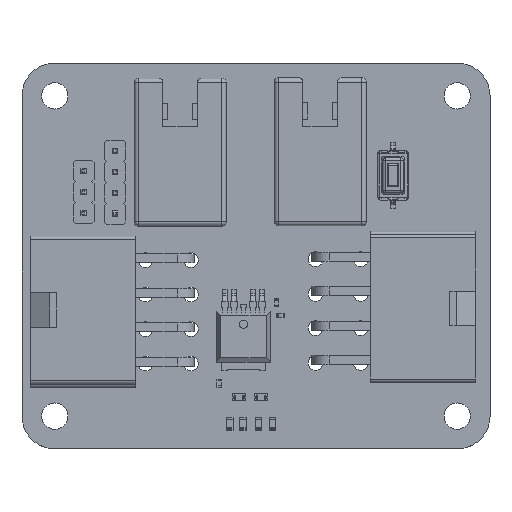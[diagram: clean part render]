
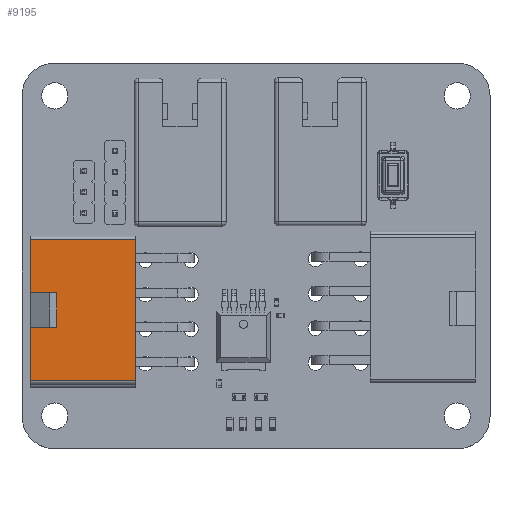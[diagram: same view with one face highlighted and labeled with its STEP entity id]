
A CAD part, top view. The second image highlights one B-rep face of the part: STEP entity #9195.
In plain terms, the highlighted face is planar.
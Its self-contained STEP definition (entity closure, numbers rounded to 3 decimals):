
#8693 = EDGE_CURVE('',#8694,#8696,#8698,.T.);
#8694 = VERTEX_POINT('',#8695);
#8695 = CARTESIAN_POINT('',(-8.6,10.,0.));
#8696 = VERTEX_POINT('',#8697);
#8697 = CARTESIAN_POINT('',(-2.1,10.,0.));
#8698 = LINE('',#8699,#8700);
#8699 = CARTESIAN_POINT('',(-8.6,10.,0.));
#8700 = VECTOR('',#8701,1.);
#8701 = DIRECTION('',(1.,0.,0.));
#8771 = VERTEX_POINT('',#8772);
#8772 = CARTESIAN_POINT('',(8.6,10.,0.));
#8779 = EDGE_CURVE('',#8780,#8771,#8782,.T.);
#8780 = VERTEX_POINT('',#8781);
#8781 = CARTESIAN_POINT('',(2.1,10.,0.));
#8782 = LINE('',#8783,#8784);
#8783 = CARTESIAN_POINT('',(2.1,10.,0.));
#8784 = VECTOR('',#8785,1.);
#8785 = DIRECTION('',(1.,0.,0.));
#9178 = VERTEX_POINT('',#9179);
#9179 = CARTESIAN_POINT('',(-2.1,10.,-3.05));
#9185 = EDGE_CURVE('',#8696,#9178,#9186,.T.);
#9186 = LINE('',#9187,#9188);
#9187 = CARTESIAN_POINT('',(-2.1,10.,0.));
#9188 = VECTOR('',#9189,1.);
#9189 = DIRECTION('',(0.,0.,-1.));
#9195 = ADVANCED_FACE('',(#9196),#9237,.T.);
#9196 = FACE_BOUND('',#9197,.T.);
#9197 = EDGE_LOOP('',(#9198,#9206,#9212,#9213,#9221,#9229,#9235,#9236));
#9198 = ORIENTED_EDGE('',*,*,#9199,.T.);
#9199 = EDGE_CURVE('',#9178,#9200,#9202,.T.);
#9200 = VERTEX_POINT('',#9201);
#9201 = CARTESIAN_POINT('',(2.1,10.,-3.05));
#9202 = LINE('',#9203,#9204);
#9203 = CARTESIAN_POINT('',(-2.1,10.,-3.05));
#9204 = VECTOR('',#9205,1.);
#9205 = DIRECTION('',(1.,0.,0.));
#9206 = ORIENTED_EDGE('',*,*,#9207,.F.);
#9207 = EDGE_CURVE('',#8780,#9200,#9208,.T.);
#9208 = LINE('',#9209,#9210);
#9209 = CARTESIAN_POINT('',(2.1,10.,0.));
#9210 = VECTOR('',#9211,1.);
#9211 = DIRECTION('',(0.,0.,-1.));
#9212 = ORIENTED_EDGE('',*,*,#8779,.T.);
#9213 = ORIENTED_EDGE('',*,*,#9214,.F.);
#9214 = EDGE_CURVE('',#9215,#8771,#9217,.T.);
#9215 = VERTEX_POINT('',#9216);
#9216 = CARTESIAN_POINT('',(8.6,10.,-12.8));
#9217 = LINE('',#9218,#9219);
#9218 = CARTESIAN_POINT('',(8.6,10.,-12.8));
#9219 = VECTOR('',#9220,1.);
#9220 = DIRECTION('',(0.,0.,1.));
#9221 = ORIENTED_EDGE('',*,*,#9222,.F.);
#9222 = EDGE_CURVE('',#9223,#9215,#9225,.T.);
#9223 = VERTEX_POINT('',#9224);
#9224 = CARTESIAN_POINT('',(-8.6,10.,-12.8));
#9225 = LINE('',#9226,#9227);
#9226 = CARTESIAN_POINT('',(-8.6,10.,-12.8));
#9227 = VECTOR('',#9228,1.);
#9228 = DIRECTION('',(1.,0.,0.));
#9229 = ORIENTED_EDGE('',*,*,#9230,.T.);
#9230 = EDGE_CURVE('',#9223,#8694,#9231,.T.);
#9231 = LINE('',#9232,#9233);
#9232 = CARTESIAN_POINT('',(-8.6,10.,-12.8));
#9233 = VECTOR('',#9234,1.);
#9234 = DIRECTION('',(0.,0.,1.));
#9235 = ORIENTED_EDGE('',*,*,#8693,.T.);
#9236 = ORIENTED_EDGE('',*,*,#9185,.T.);
#9237 = PLANE('',#9238);
#9238 = AXIS2_PLACEMENT_3D('',#9239,#9240,#9241);
#9239 = CARTESIAN_POINT('',(-9.,10.,0.));
#9240 = DIRECTION('',(-0.,1.,0.));
#9241 = DIRECTION('',(1.,0.,0.));
